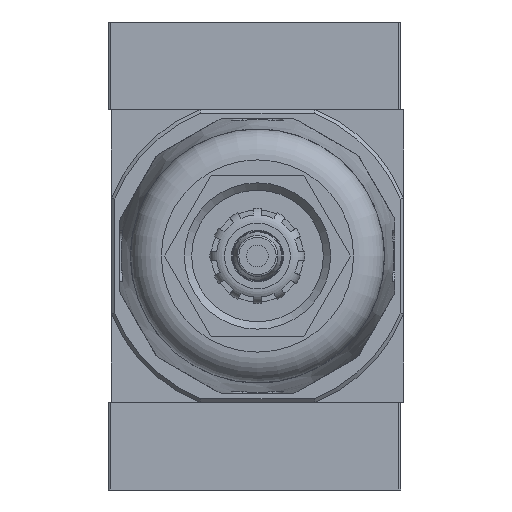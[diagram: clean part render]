
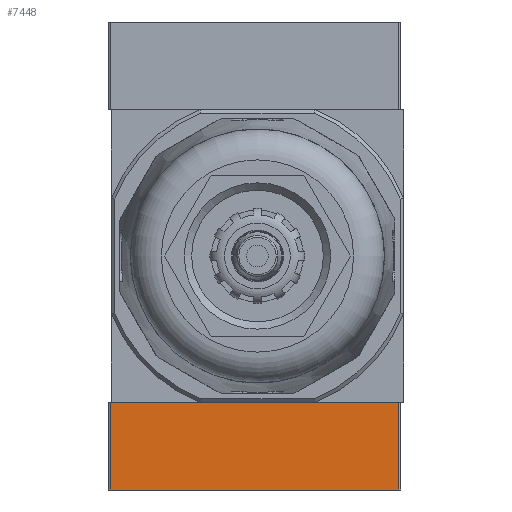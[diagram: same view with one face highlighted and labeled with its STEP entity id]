
A CAD part, front view. The second image highlights one B-rep face of the part: STEP entity #7448.
In plain terms, the highlighted face is planar.
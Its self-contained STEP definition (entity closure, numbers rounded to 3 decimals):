
#412=LINE('',#11633,#830);
#413=LINE('',#11637,#831);
#414=LINE('',#11639,#832);
#415=LINE('',#11641,#833);
#830=VECTOR('',#9201,1000.);
#831=VECTOR('',#9206,1000.);
#832=VECTOR('',#9207,1000.);
#833=VECTOR('',#9208,1000.);
#1130=PLANE('',#7986);
#2234=ORIENTED_EDGE('',*,*,#3576,.T.);
#2235=ORIENTED_EDGE('',*,*,#3577,.F.);
#2236=ORIENTED_EDGE('',*,*,#3578,.F.);
#2237=ORIENTED_EDGE('',*,*,#3574,.T.);
#3574=EDGE_CURVE('',#4316,#4315,#412,.T.);
#3576=EDGE_CURVE('',#4315,#4317,#413,.T.);
#3577=EDGE_CURVE('',#4318,#4317,#414,.T.);
#3578=EDGE_CURVE('',#4316,#4318,#415,.T.);
#4315=VERTEX_POINT('',#11632);
#4316=VERTEX_POINT('',#11634);
#4317=VERTEX_POINT('',#11638);
#4318=VERTEX_POINT('',#11640);
#5171=EDGE_LOOP('',(#2234,#2235,#2236,#2237));
#5693=FACE_BOUND('',#5171,.T.);
#7448=ADVANCED_FACE('',(#5693),#1130,.F.);
#7986=AXIS2_PLACEMENT_3D('',#11636,#9204,#9205);
#9201=DIRECTION('',(0.,0.,-1.));
#9204=DIRECTION('',(0.,-1.,0.));
#9205=DIRECTION('',(0.,0.,-1.));
#9206=DIRECTION('',(-1.,0.,0.));
#9207=DIRECTION('',(0.,0.,-1.));
#9208=DIRECTION('',(-1.,0.,0.));
#11632=CARTESIAN_POINT('',(19.7,10.,-6.));
#11633=CARTESIAN_POINT('',(19.7,10.,6.));
#11634=CARTESIAN_POINT('',(19.7,10.,6.));
#11636=CARTESIAN_POINT('',(19.7,10.,6.));
#11637=CARTESIAN_POINT('',(19.7,10.,-6.));
#11638=CARTESIAN_POINT('',(-19.7,10.,-6.));
#11639=CARTESIAN_POINT('',(-19.7,10.,6.));
#11640=CARTESIAN_POINT('',(-19.7,10.,6.));
#11641=CARTESIAN_POINT('',(19.7,10.,6.));
